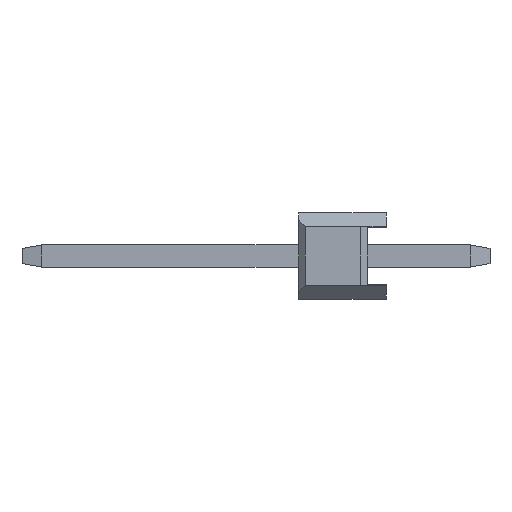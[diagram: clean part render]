
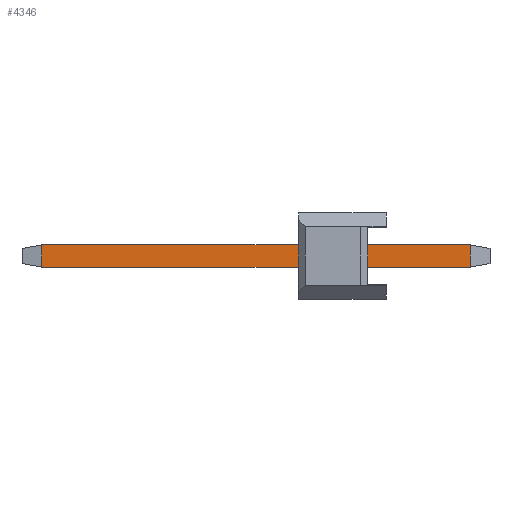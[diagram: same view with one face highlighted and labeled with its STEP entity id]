
A CAD part, left-side view. The second image highlights one B-rep face of the part: STEP entity #4346.
In plain terms, the highlighted planar face has unit normal (-1, 0, 0).
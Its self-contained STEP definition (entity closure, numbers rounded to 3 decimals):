
#106 = CARTESIAN_POINT ( 'NONE',  ( -0.32, -2.433, 0.32 ) ) ;
#267 = VECTOR ( 'NONE', #269, 1000. ) ;
#269 = DIRECTION ( 'NONE',  ( 0., -1., 0. ) ) ;
#276 = FACE_OUTER_BOUND ( 'NONE', #4134, .T. ) ;
#308 = VERTEX_POINT ( 'NONE', #106 ) ;
#374 = EDGE_CURVE ( 'NONE', #2397, #4546, #4583, .T. ) ;
#540 = CARTESIAN_POINT ( 'NONE',  ( -0.32, -2.433, -0.32 ) ) ;
#593 = AXIS2_PLACEMENT_3D ( 'NONE', #3207, #4713, #1310 ) ;
#642 = CARTESIAN_POINT ( 'NONE',  ( -0.32, -2.433, 0.32 ) ) ;
#915 = DIRECTION ( 'NONE',  ( 0., -1., 0. ) ) ;
#1101 = EDGE_CURVE ( 'NONE', #2604, #308, #3948, .T. ) ;
#1174 = CARTESIAN_POINT ( 'NONE',  ( -0.32, 9.973, -0.32 ) ) ;
#1310 = DIRECTION ( 'NONE',  ( 0., 0., -1. ) ) ;
#1351 = CARTESIAN_POINT ( 'NONE',  ( -0.32, 9.973, 0.32 ) ) ;
#1370 = VECTOR ( 'NONE', #2048, 1000. ) ;
#1495 = CARTESIAN_POINT ( 'NONE',  ( -0.32, 9.973, -0.32 ) ) ;
#1685 = PLANE ( 'NONE',  #593 ) ;
#1898 = ORIENTED_EDGE ( 'NONE', *, *, #3945, .T. ) ;
#1950 = ORIENTED_EDGE ( 'NONE', *, *, #4695, .F. ) ;
#2048 = DIRECTION ( 'NONE',  ( 0., 0., 1. ) ) ;
#2057 = LINE ( 'NONE', #3593, #267 ) ;
#2140 = ORIENTED_EDGE ( 'NONE', *, *, #1101, .T. ) ;
#2397 = VERTEX_POINT ( 'NONE', #1351 ) ;
#2604 = VERTEX_POINT ( 'NONE', #540 ) ;
#2639 = DIRECTION ( 'NONE',  ( 0., 0., -1. ) ) ;
#2706 = LINE ( 'NONE', #4265, #4328 ) ;
#3207 = CARTESIAN_POINT ( 'NONE',  ( -0.32, 10.54, 0.32 ) ) ;
#3593 = CARTESIAN_POINT ( 'NONE',  ( -0.32, 10.54, 0.32 ) ) ;
#3685 = VECTOR ( 'NONE', #2639, 1000. ) ;
#3795 = ORIENTED_EDGE ( 'NONE', *, *, #374, .T. ) ;
#3945 = EDGE_CURVE ( 'NONE', #4546, #2604, #2706, .T. ) ;
#3948 = LINE ( 'NONE', #642, #1370 ) ;
#4134 = EDGE_LOOP ( 'NONE', ( #1898, #2140, #1950, #3795 ) ) ;
#4265 = CARTESIAN_POINT ( 'NONE',  ( -0.32, 10.54, -0.32 ) ) ;
#4328 = VECTOR ( 'NONE', #915, 1000. ) ;
#4346 = ADVANCED_FACE ( 'NONE', ( #276 ), #1685, .F. ) ;
#4546 = VERTEX_POINT ( 'NONE', #1495 ) ;
#4583 = LINE ( 'NONE', #1174, #3685 ) ;
#4695 = EDGE_CURVE ( 'NONE', #2397, #308, #2057, .T. ) ;
#4713 = DIRECTION ( 'NONE',  ( 1., 0., 0. ) ) ;
